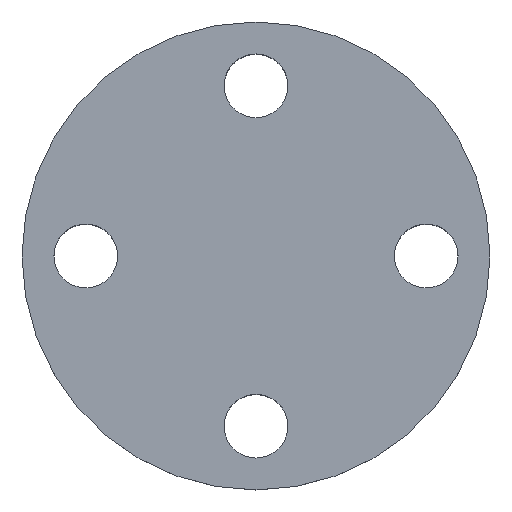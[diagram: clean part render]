
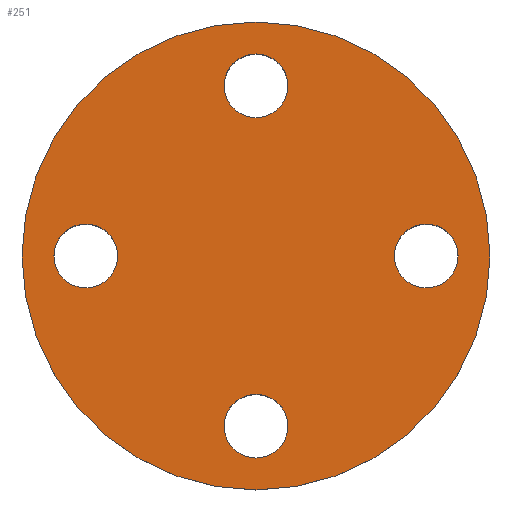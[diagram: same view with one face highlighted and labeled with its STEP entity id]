
A CAD part, top view. The second image highlights one B-rep face of the part: STEP entity #251.
In plain terms, the highlighted planar face has unit normal (0, 0, 1).
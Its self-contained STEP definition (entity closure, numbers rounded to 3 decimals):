
#2 = DIRECTION ( 'NONE',  ( 0., 0., 1. ) ) ;
#10 = EDGE_CURVE ( 'NONE', #1167, #1303, #71, .T. ) ;
#13 = CARTESIAN_POINT ( 'NONE',  ( 8., 0., 30.5 ) ) ;
#18 = ORIENTED_EDGE ( 'NONE', *, *, #1053, .F. ) ;
#36 = DIRECTION ( 'NONE',  ( 0., 0., 1. ) ) ;
#44 = DIRECTION ( 'NONE',  ( 1., 0., 0. ) ) ;
#47 = DIRECTION ( 'NONE',  ( 1., 0., 0. ) ) ;
#49 = CARTESIAN_POINT ( 'NONE',  ( -8., 0., 30.5 ) ) ;
#59 = VERTEX_POINT ( 'NONE', #630 ) ;
#63 = AXIS2_PLACEMENT_3D ( 'NONE', #761, #549, #47 ) ;
#71 = CIRCLE ( 'NONE', #244, 11. ) ;
#73 = AXIS2_PLACEMENT_3D ( 'NONE', #666, #350, #358 ) ;
#99 = CARTESIAN_POINT ( 'NONE',  ( 8., 0., 30.5 ) ) ;
#100 = EDGE_LOOP ( 'NONE', ( #1322, #178 ) ) ;
#150 = CARTESIAN_POINT ( 'NONE',  ( 9.5, 0., 30.5 ) ) ;
#176 = ORIENTED_EDGE ( 'NONE', *, *, #800, .F. ) ;
#178 = ORIENTED_EDGE ( 'NONE', *, *, #544, .F. ) ;
#179 = AXIS2_PLACEMENT_3D ( 'NONE', #13, #2, #612 ) ;
#183 = AXIS2_PLACEMENT_3D ( 'NONE', #49, #538, #1282 ) ;
#198 = CIRCLE ( 'NONE', #596, 1.5 ) ;
#203 = EDGE_LOOP ( 'NONE', ( #375, #786 ) ) ;
#208 = FACE_BOUND ( 'NONE', #648, .T. ) ;
#214 = DIRECTION ( 'NONE',  ( 1., 0., 0. ) ) ;
#215 = CARTESIAN_POINT ( 'NONE',  ( -11., 0., 30.5 ) ) ;
#237 = ORIENTED_EDGE ( 'NONE', *, *, #10, .T. ) ;
#244 = AXIS2_PLACEMENT_3D ( 'NONE', #341, #36, #958 ) ;
#246 = CIRCLE ( 'NONE', #73, 1.5 ) ;
#251 = ADVANCED_FACE ( 'NONE', ( #1105, #819, #208, #1311, #1209 ), #922, .T. ) ;
#257 = CARTESIAN_POINT ( 'NONE',  ( 1.5, -8., 30.5 ) ) ;
#264 = CARTESIAN_POINT ( 'NONE',  ( 6.5, 0., 30.5 ) ) ;
#288 = VERTEX_POINT ( 'NONE', #1113 ) ;
#291 = CIRCLE ( 'NONE', #480, 11. ) ;
#315 = VERTEX_POINT ( 'NONE', #257 ) ;
#341 = CARTESIAN_POINT ( 'NONE',  ( 0., 0., 30.5 ) ) ;
#342 = DIRECTION ( 'NONE',  ( 0., 0., 1. ) ) ;
#350 = DIRECTION ( 'NONE',  ( 0., 0., 1. ) ) ;
#353 = CIRCLE ( 'NONE', #179, 1.5 ) ;
#358 = DIRECTION ( 'NONE',  ( 1., 0., 0. ) ) ;
#361 = DIRECTION ( 'NONE',  ( 1., 0., 0. ) ) ;
#364 = VERTEX_POINT ( 'NONE', #1156 ) ;
#367 = DIRECTION ( 'NONE',  ( 0., 0., 1. ) ) ;
#375 = ORIENTED_EDGE ( 'NONE', *, *, #1076, .F. ) ;
#377 = CARTESIAN_POINT ( 'NONE',  ( 0., 8., 30.5 ) ) ;
#409 = VERTEX_POINT ( 'NONE', #1248 ) ;
#412 = EDGE_CURVE ( 'NONE', #1303, #1167, #291, .T. ) ;
#427 = VERTEX_POINT ( 'NONE', #150 ) ;
#480 = AXIS2_PLACEMENT_3D ( 'NONE', #640, #962, #556 ) ;
#536 = AXIS2_PLACEMENT_3D ( 'NONE', #1261, #342, #44 ) ;
#538 = DIRECTION ( 'NONE',  ( 0., 0., 1. ) ) ;
#544 = EDGE_CURVE ( 'NONE', #427, #995, #353, .T. ) ;
#549 = DIRECTION ( 'NONE',  ( 0., 0., 1. ) ) ;
#556 = DIRECTION ( 'NONE',  ( 1., 0., 0. ) ) ;
#596 = AXIS2_PLACEMENT_3D ( 'NONE', #377, #367, #785 ) ;
#612 = DIRECTION ( 'NONE',  ( 1., 0., 0. ) ) ;
#630 = CARTESIAN_POINT ( 'NONE',  ( -1.5, -8., 30.5 ) ) ;
#633 = CIRCLE ( 'NONE', #63, 1.5 ) ;
#640 = CARTESIAN_POINT ( 'NONE',  ( 0., 0., 30.5 ) ) ;
#645 = CIRCLE ( 'NONE', #536, 1.5 ) ;
#648 = EDGE_LOOP ( 'NONE', ( #176, #1123 ) ) ;
#653 = EDGE_CURVE ( 'NONE', #995, #427, #1037, .T. ) ;
#666 = CARTESIAN_POINT ( 'NONE',  ( 0., -8., 30.5 ) ) ;
#676 = AXIS2_PLACEMENT_3D ( 'NONE', #99, #1280, #361 ) ;
#681 = EDGE_CURVE ( 'NONE', #59, #315, #633, .T. ) ;
#715 = CARTESIAN_POINT ( 'NONE',  ( 0., 0., 30.5 ) ) ;
#761 = CARTESIAN_POINT ( 'NONE',  ( 0., -8., 30.5 ) ) ;
#785 = DIRECTION ( 'NONE',  ( 1., 0., 0. ) ) ;
#786 = ORIENTED_EDGE ( 'NONE', *, *, #1120, .F. ) ;
#792 = CARTESIAN_POINT ( 'NONE',  ( 11., 0., 30.5 ) ) ;
#799 = CIRCLE ( 'NONE', #183, 1.5 ) ;
#800 = EDGE_CURVE ( 'NONE', #364, #1132, #1269, .T. ) ;
#809 = ORIENTED_EDGE ( 'NONE', *, *, #681, .F. ) ;
#819 = FACE_BOUND ( 'NONE', #832, .T. ) ;
#823 = CARTESIAN_POINT ( 'NONE',  ( -8., 0., 30.5 ) ) ;
#832 = EDGE_LOOP ( 'NONE', ( #809, #18 ) ) ;
#922 = PLANE ( 'NONE',  #1175 ) ;
#958 = DIRECTION ( 'NONE',  ( 1., 0., 0. ) ) ;
#962 = DIRECTION ( 'NONE',  ( 0., 0., 1. ) ) ;
#989 = CARTESIAN_POINT ( 'NONE',  ( -6.5, 0., 30.5 ) ) ;
#995 = VERTEX_POINT ( 'NONE', #264 ) ;
#1003 = EDGE_CURVE ( 'NONE', #1132, #364, #799, .T. ) ;
#1007 = DIRECTION ( 'NONE',  ( 1., 0., 0. ) ) ;
#1020 = EDGE_LOOP ( 'NONE', ( #237, #1245 ) ) ;
#1037 = CIRCLE ( 'NONE', #676, 1.5 ) ;
#1053 = EDGE_CURVE ( 'NONE', #315, #59, #246, .T. ) ;
#1076 = EDGE_CURVE ( 'NONE', #409, #288, #645, .T. ) ;
#1105 = FACE_BOUND ( 'NONE', #100, .T. ) ;
#1113 = CARTESIAN_POINT ( 'NONE',  ( 1.5, 8., 30.5 ) ) ;
#1117 = DIRECTION ( 'NONE',  ( 0., 0., 1. ) ) ;
#1119 = DIRECTION ( 'NONE',  ( 0., 0., 1. ) ) ;
#1120 = EDGE_CURVE ( 'NONE', #288, #409, #198, .T. ) ;
#1123 = ORIENTED_EDGE ( 'NONE', *, *, #1003, .F. ) ;
#1132 = VERTEX_POINT ( 'NONE', #989 ) ;
#1156 = CARTESIAN_POINT ( 'NONE',  ( -9.5, 0., 30.5 ) ) ;
#1167 = VERTEX_POINT ( 'NONE', #792 ) ;
#1175 = AXIS2_PLACEMENT_3D ( 'NONE', #715, #1119, #214 ) ;
#1209 = FACE_OUTER_BOUND ( 'NONE', #1020, .T. ) ;
#1245 = ORIENTED_EDGE ( 'NONE', *, *, #412, .T. ) ;
#1248 = CARTESIAN_POINT ( 'NONE',  ( -1.5, 8., 30.5 ) ) ;
#1261 = CARTESIAN_POINT ( 'NONE',  ( 0., 8., 30.5 ) ) ;
#1269 = CIRCLE ( 'NONE', #1289, 1.5 ) ;
#1280 = DIRECTION ( 'NONE',  ( 0., 0., 1. ) ) ;
#1282 = DIRECTION ( 'NONE',  ( 1., 0., 0. ) ) ;
#1289 = AXIS2_PLACEMENT_3D ( 'NONE', #823, #1117, #1007 ) ;
#1303 = VERTEX_POINT ( 'NONE', #215 ) ;
#1311 = FACE_BOUND ( 'NONE', #203, .T. ) ;
#1322 = ORIENTED_EDGE ( 'NONE', *, *, #653, .F. ) ;
